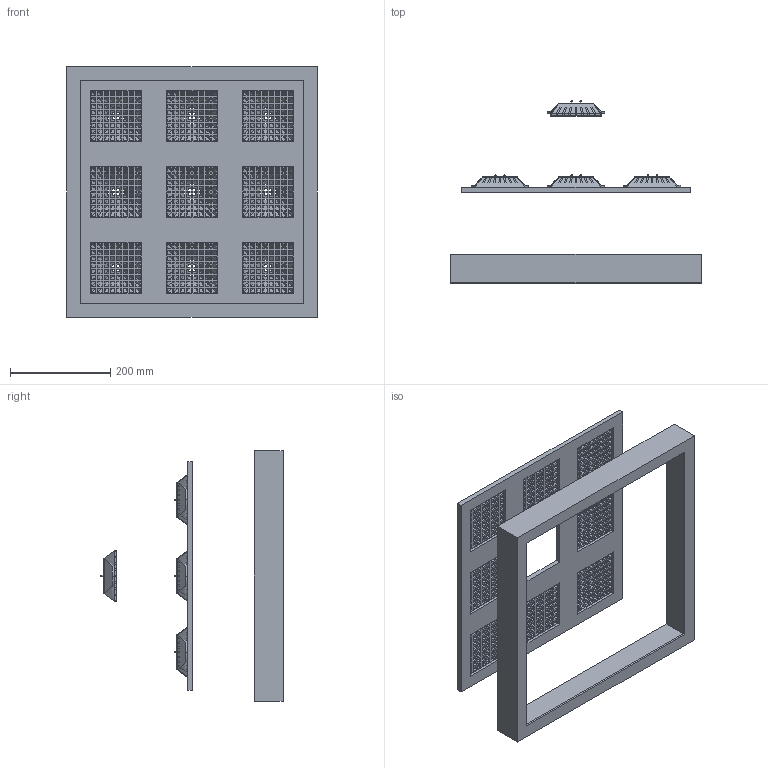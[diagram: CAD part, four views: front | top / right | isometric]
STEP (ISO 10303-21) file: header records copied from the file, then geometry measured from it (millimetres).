
FILE_DESCRIPTION (( 'STEP AP214' ), '1' );
FILE_NAME ('Assembly_Frame&Modules_v2.STEP', '2020-05-07T00:04:31', ( '' ), ( '' ), 'SwSTEP 2.0', 'SolidWorks 2018', '' );
FILE_SCHEMA (( 'AUTOMOTIVE_DESIGN' ));
Length unit declared in the file: millimetre
Products named in the file (4): Frame_v1; Assembly_Frame&Modules_v2; Grid_v5; Foamboard_Cutout_v2
Assembly tree (11 placements, depth 2):
  Assembly_Frame&Modules_v2
    Foamboard_Cutout_v2
    Frame_v1
    Grid_v5  x9
Bounding box: 500 x 364.22 x 500 mm (x, y, z)
Volume: 4472361.5 mm3; surface area: 1255948.5 mm2
Topology: 11 solids, 11 shells, 8337 faces, 20442 edges, 12128 vertices
Faces by surface type: plane 8103, cylinder 108, bspline 72, cone 54
Entity records: 28254 total; most frequent: CARTESIAN_POINT 5011, ORIENTED_EDGE 4820, DIRECTION 4404, EDGE_CURVE 2410, LINE 2338, VECTOR 2338, VERTEX_POINT 1440, EDGE_LOOP 1130
